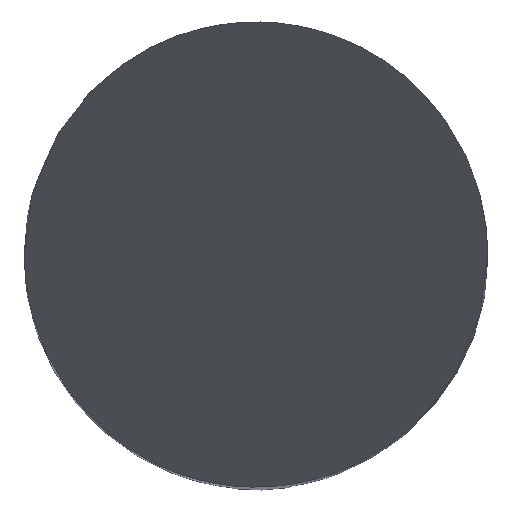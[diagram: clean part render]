
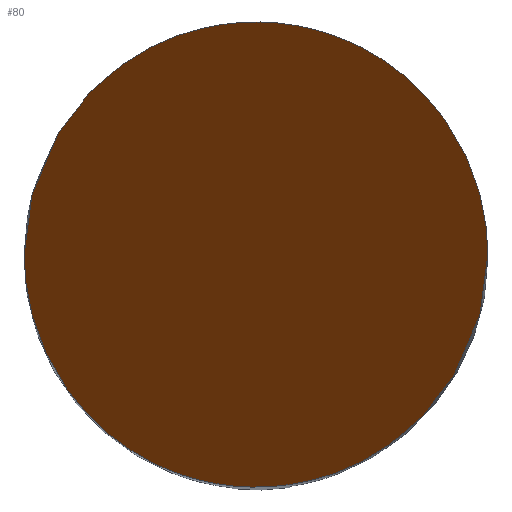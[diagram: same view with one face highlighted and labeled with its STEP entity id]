
A CAD part, top view. The second image highlights one B-rep face of the part: STEP entity #80.
In plain terms, the highlighted planar face has unit normal (0, -0.866, 0.5).
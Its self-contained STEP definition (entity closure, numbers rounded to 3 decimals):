
#49=PLANE('',#710);
#80=ADVANCED_FACE('FLCHE2',(#125),#49,.F.);
#125=FACE_OUTER_BOUND('',#161,.T.);
#161=EDGE_LOOP('',(#363,#364));
#363=ORIENTED_EDGE('',*,*,#547,.F.);
#364=ORIENTED_EDGE('',*,*,#578,.F.);
#487=VERTEX_POINT('',#998);
#488=VERTEX_POINT('',#999);
#547=EDGE_CURVE('',#487,#488,#648,.T.);
#578=EDGE_CURVE('',#488,#487,#651,.T.);
#648=(
BOUNDED_CURVE()
B_SPLINE_CURVE(3,(#994,#995,#996,#997),.UNSPECIFIED.,.F.,.F.)
B_SPLINE_CURVE_WITH_KNOTS((4,4),(0.,1.),.UNSPECIFIED.)
CURVE()
GEOMETRIC_REPRESENTATION_ITEM()
RATIONAL_B_SPLINE_CURVE((1.,0.333,0.333,1.))
REPRESENTATION_ITEM('')
);
#651=(
BOUNDED_CURVE()
B_SPLINE_CURVE(3,(#1095,#1096,#1097,#1098),.UNSPECIFIED.,.F.,.F.)
B_SPLINE_CURVE_WITH_KNOTS((4,4),(0.,1.),.UNSPECIFIED.)
CURVE()
GEOMETRIC_REPRESENTATION_ITEM()
RATIONAL_B_SPLINE_CURVE((1.,0.333,0.333,1.))
REPRESENTATION_ITEM('')
);
#710=AXIS2_PLACEMENT_3D('',#1143,#798,#799);
#798=DIRECTION('',(0.,0.866,-0.5));
#799=DIRECTION('',(0.,0.5,0.866));
#994=CARTESIAN_POINT('',(-5.,0.,0.));
#995=CARTESIAN_POINT('',(-5.,10.,17.321));
#996=CARTESIAN_POINT('',(5.,10.,17.321));
#997=CARTESIAN_POINT('',(5.,0.,0.));
#998=CARTESIAN_POINT('',(-5.,0.,0.));
#999=CARTESIAN_POINT('',(5.,0.,0.));
#1095=CARTESIAN_POINT('',(5.,0.,0.));
#1096=CARTESIAN_POINT('',(5.,-10.,-17.321));
#1097=CARTESIAN_POINT('',(-5.,-10.,-17.321));
#1098=CARTESIAN_POINT('',(-5.,0.,0.));
#1143=CARTESIAN_POINT('',(5.,5.,8.66));
